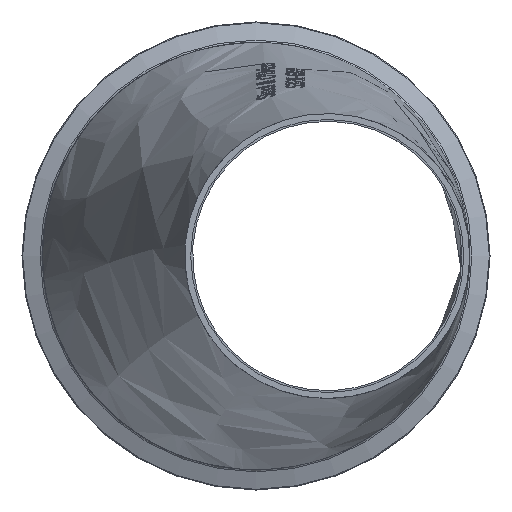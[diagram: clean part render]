
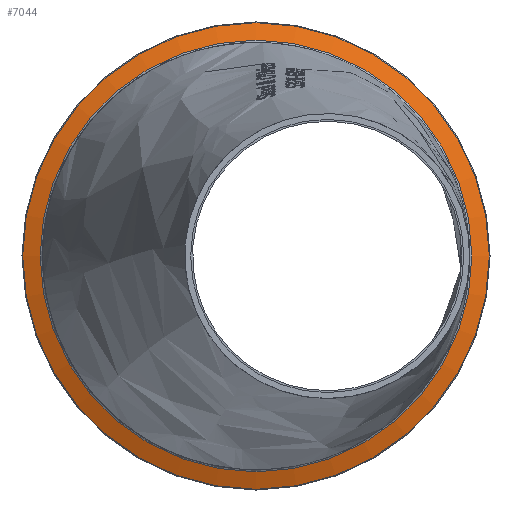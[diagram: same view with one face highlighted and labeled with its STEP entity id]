
A CAD part, left-side view. The second image highlights one B-rep face of the part: STEP entity #7044.
In plain terms, the highlighted conical face has half-angle 70 degrees and reference radius 79.82 mm.
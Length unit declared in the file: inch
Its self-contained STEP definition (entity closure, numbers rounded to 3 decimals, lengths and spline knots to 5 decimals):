
#13=CONICAL_SURFACE('',#7320,3.1425,70.);
#433=FACE_BOUND('',#2070,.T.);
#1256=CIRCLE('',#7319,3.27513);
#1257=CIRCLE('',#7321,3.02961);
#1643=FACE_OUTER_BOUND('',#2069,.T.);
#2069=EDGE_LOOP('',(#6543));
#2070=EDGE_LOOP('',(#6544));
#3383=VERTEX_POINT('',#16234);
#3384=VERTEX_POINT('',#16237);
#4445=EDGE_CURVE('',#3383,#3383,#1256,.T.);
#4446=EDGE_CURVE('',#3384,#3384,#1257,.T.);
#6543=ORIENTED_EDGE('',*,*,#4446,.F.);
#6544=ORIENTED_EDGE('',*,*,#4445,.F.);
#7044=ADVANCED_FACE('',(#1643,#433),#13,.T.);
#7319=AXIS2_PLACEMENT_3D('',#16235,#8200,#8201);
#7320=AXIS2_PLACEMENT_3D('',#16236,#8202,#8203);
#7321=AXIS2_PLACEMENT_3D('',#16238,#8204,#8205);
#8200=DIRECTION('center_axis',(1.,0.,0.));
#8201=DIRECTION('ref_axis',(0.,-1.,0.));
#8202=DIRECTION('center_axis',(1.,0.,0.));
#8203=DIRECTION('ref_axis',(0.,1.,0.));
#8204=DIRECTION('center_axis',(-1.,0.,0.));
#8205=DIRECTION('ref_axis',(0.,-1.,0.));
#16234=CARTESIAN_POINT('',(6.77641,4.27513,0.));
#16235=CARTESIAN_POINT('Origin',(6.77641,1.,0.));
#16236=CARTESIAN_POINT('Origin',(6.72813,1.,0.));
#16237=CARTESIAN_POINT('',(6.68705,4.02961,0.));
#16238=CARTESIAN_POINT('Origin',(6.68705,1.,0.));
